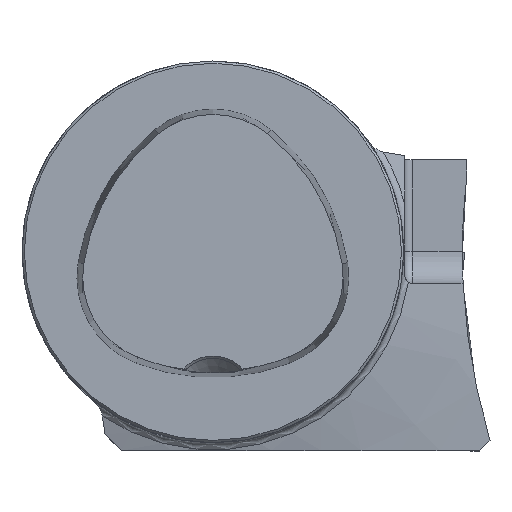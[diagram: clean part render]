
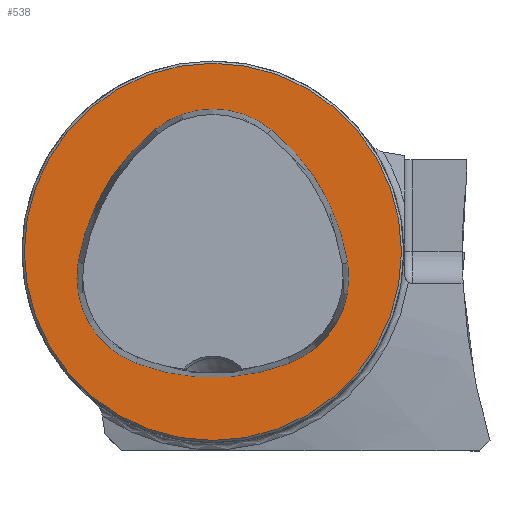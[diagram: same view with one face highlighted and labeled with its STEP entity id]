
A CAD part, top view. The second image highlights one B-rep face of the part: STEP entity #538.
In plain terms, the highlighted planar face has unit normal (0, 0, 1).
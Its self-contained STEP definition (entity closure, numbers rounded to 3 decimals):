
#110=FACE_BOUND('',#751,.T.);
#111=FACE_BOUND('',#752,.T.);
#124=PLANE('',#2039);
#538=ADVANCED_FACE('CU_FL_N1_SU_1',(#110,#111),#124,.T.);
#751=EDGE_LOOP('',(#1034,#1035,#1036,#1037,#1038,#1039));
#752=EDGE_LOOP('',(#1040));
#848=CIRCLE('',#2030,28.075);
#850=CIRCLE('',#2033,28.075);
#851=CIRCLE('',#2034,12.075);
#852=CIRCLE('',#2035,12.075);
#853=CIRCLE('',#2036,28.075);
#854=CIRCLE('',#2037,12.075);
#855=CIRCLE('',#2038,24.7);
#1034=ORIENTED_EDGE('',*,*,#1719,.F.);
#1035=ORIENTED_EDGE('',*,*,#1720,.F.);
#1036=ORIENTED_EDGE('',*,*,#1712,.F.);
#1037=ORIENTED_EDGE('',*,*,#1721,.F.);
#1038=ORIENTED_EDGE('',*,*,#1722,.F.);
#1039=ORIENTED_EDGE('',*,*,#1723,.F.);
#1040=ORIENTED_EDGE('',*,*,#1724,.T.);
#1514=VERTEX_POINT('',#3268);
#1515=VERTEX_POINT('',#3270);
#1521=VERTEX_POINT('',#3302);
#1522=VERTEX_POINT('',#3303);
#1523=VERTEX_POINT('',#3306);
#1524=VERTEX_POINT('',#3308);
#1525=VERTEX_POINT('',#3311);
#1712=EDGE_CURVE('',#1514,#1515,#848,.T.);
#1719=EDGE_CURVE('',#1521,#1522,#850,.T.);
#1720=EDGE_CURVE('',#1515,#1521,#851,.T.);
#1721=EDGE_CURVE('',#1523,#1514,#852,.T.);
#1722=EDGE_CURVE('',#1524,#1523,#853,.T.);
#1723=EDGE_CURVE('',#1522,#1524,#854,.T.);
#1724=EDGE_CURVE('',#1525,#1525,#855,.T.);
#2030=AXIS2_PLACEMENT_3D('',#3269,#2313,#2314);
#2033=AXIS2_PLACEMENT_3D('',#3301,#2320,#2321);
#2034=AXIS2_PLACEMENT_3D('',#3304,#2322,#2323);
#2035=AXIS2_PLACEMENT_3D('',#3305,#2324,#2325);
#2036=AXIS2_PLACEMENT_3D('',#3307,#2326,#2327);
#2037=AXIS2_PLACEMENT_3D('',#3309,#2328,#2329);
#2038=AXIS2_PLACEMENT_3D('',#3310,#2330,#2331);
#2039=AXIS2_PLACEMENT_3D('',#3312,#2332,#2333);
#2313=DIRECTION('',(0.,0.,1.));
#2314=DIRECTION('',(-1.,0.,0.));
#2320=DIRECTION('',(0.,0.,1.));
#2321=DIRECTION('',(-1.,0.,0.));
#2322=DIRECTION('',(0.,0.,1.));
#2323=DIRECTION('',(-1.,0.,0.));
#2324=DIRECTION('',(0.,0.,1.));
#2325=DIRECTION('',(-1.,0.,0.));
#2326=DIRECTION('',(0.,0.,1.));
#2327=DIRECTION('',(-1.,0.,0.));
#2328=DIRECTION('',(0.,0.,1.));
#2329=DIRECTION('',(-1.,0.,0.));
#2330=DIRECTION('',(0.,0.,1.));
#2331=DIRECTION('',(-1.,0.,0.));
#2332=DIRECTION('',(0.,0.,1.));
#2333=DIRECTION('',(-1.,0.,0.));
#3268=CARTESIAN_POINT('',(-10.05,-14.595,0.));
#3269=CARTESIAN_POINT('',(0.,11.62,0.));
#3270=CARTESIAN_POINT('',(10.05,-14.595,0.));
#3301=CARTESIAN_POINT('',(-10.078,-5.807,0.));
#3302=CARTESIAN_POINT('',(17.656,-1.443,0.));
#3303=CARTESIAN_POINT('',(7.606,15.999,0.));
#3304=CARTESIAN_POINT('',(5.727,-3.32,0.));
#3305=CARTESIAN_POINT('',(-5.727,-3.32,0.));
#3306=CARTESIAN_POINT('',(-17.656,-1.443,0.));
#3307=CARTESIAN_POINT('',(10.078,-5.807,0.));
#3308=CARTESIAN_POINT('',(-7.606,15.999,0.));
#3309=CARTESIAN_POINT('',(0.,6.62,0.));
#3310=CARTESIAN_POINT('',(0.,0.,0.));
#3311=CARTESIAN_POINT('',(-24.7,0.,0.));
#3312=CARTESIAN_POINT('',(0.,0.,0.));
